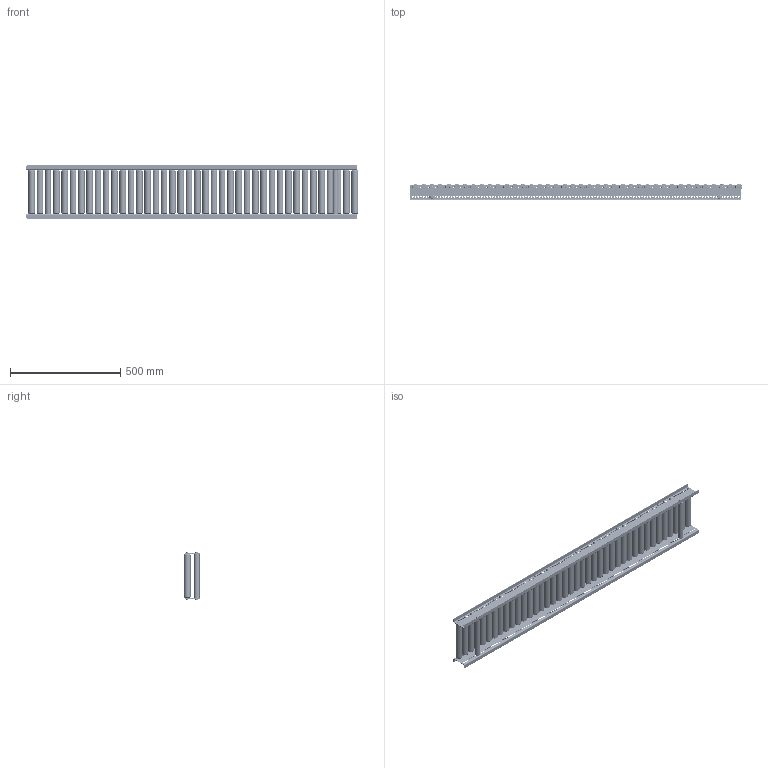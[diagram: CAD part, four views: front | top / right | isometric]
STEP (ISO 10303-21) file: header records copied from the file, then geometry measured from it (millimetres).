
FILE_DESCRIPTION (( 'STEP AP214' ), '1' );
FILE_NAME ('0051466.step', '2021-10-26T13:40:13', ( '' ), ( '' ), 'SwSTEP 2.0', 'SolidWorks 2020', '' );
FILE_SCHEMA (( 'AUTOMOTIVE_DESIGN' ));
Length unit declared in the file: millimetre
Products named in the file (10): 0051466; 0039768_Tragrollenrohr-Ø30x1,5STI_KFG_0039768_L=180; 0039778-Achse-ST-Ø08-KFG_AL220-G-FA; KUT50-30x1,5-STI-A8-FA_KFG_S100903_KUT50-30x1,5-STI-A8-FA-EL=200; S100994_Sperrzahnschraube_M08x16-8.8-A2K; 0024176_Passscheibe_DIN988_8x14x1; 0042503_Typ-KUT50-30x1,5-A8; Traversen_KFG_L200; Profil_KRB-20x70x20x2_KFG_S100231_U-PROFIL-20-70-20-2-KRB-�30-L=1500; 0040250_DRUCK-FEDER-8mm
Assembly tree (56 placements, depth 3):
  0051466
    Profil_KRB-20x70x20x2_KFG_S100231_U-PROFIL-20-70-20-2-KRB-�30-L=1500  x2
    KUT50-30x1,5-STI-A8-FA_KFG_S100903_KUT50-30x1,5-STI-A8-FA-EL=200  x40
      0039778-Achse-ST-Ø08-KFG_AL220-G-FA
      0042503_Typ-KUT50-30x1,5-A8
      0039768_Tragrollenrohr-Ø30x1,5STI_KFG_0039768_L=180
      0040250_DRUCK-FEDER-8mm
      0024176_Passscheibe_DIN988_8x14x1
    Traversen_KFG_L200  x2
    S100994_Sperrzahnschraube_M08x16-8.8-A2K  x4
Bounding box: 1502.47 x 72.97 x 240 mm (x, y, z)
Volume: 2089886.5 mm3; surface area: 2766344.4 mm2
Topology: 252 solids, 412 shells, 10592 faces, 28256 edges, 17944 vertices
Faces by surface type: cylinder 4208, plane 3320, torus 1616, cone 1368, bspline 80
Entity records: 29860 total; most frequent: CARTESIAN_POINT 7582, DIRECTION 4713, ORIENTED_EDGE 3957, EDGE_CURVE 2003, AXIS2_PLACEMENT_3D 1997, VERTEX_POINT 1310, CIRCLE 1224, EDGE_LOOP 1211
